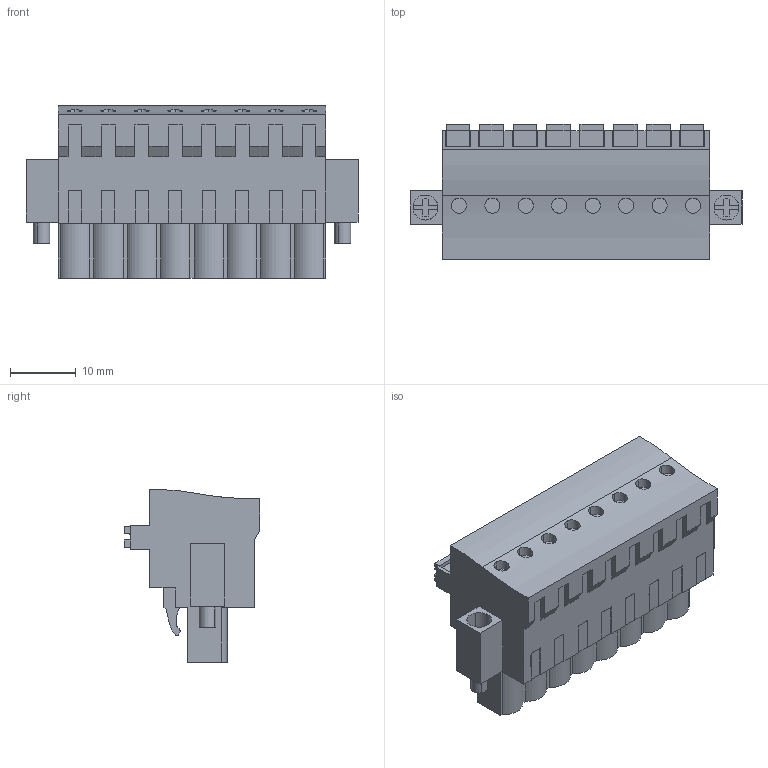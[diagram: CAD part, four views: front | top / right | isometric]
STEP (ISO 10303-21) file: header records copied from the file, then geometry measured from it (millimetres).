
FILE_DESCRIPTION(('CATIA V5 STEP Exchange','CAx-IF Rec.Pracs.--- Model Styling and Organization---1.2---2011-12-15'),'2;1');
FILE_NAME ('D1446315_0_1002150000_1002150000.stp','2017-09-09T13:45:41+00:00',('none'),('Weidmueller'),'CATIA Version 5-6 Release 2014','CATIA V5 STEP AP214','none');
FILE_SCHEMA(('AUTOMOTIVE_DESIGN { 1 0 10303 214 1 1 1 1 }'));
Length unit declared in the file: millimetre
Products named in the file (1): 1002150000
Bounding box: 50.44 x 20.64 x 26.24 mm (x, y, z)
Volume: 12833.9 mm3; surface area: 6276.9 mm2
Topology: 11 solids, 11 shells, 601 faces, 1704 edges, 1163 vertices
Faces by surface type: plane 477, cylinder 116, extrusion 8
Entity records: 19535 total; most frequent: CARTESIAN_POINT 3897, ORIENTED_EDGE 3408, DIRECTION 2560, EDGE_CURVE 1704, VECTOR 1444, LINE 1436, VERTEX_POINT 1163, AXIS2_PLACEMENT_3D 660
